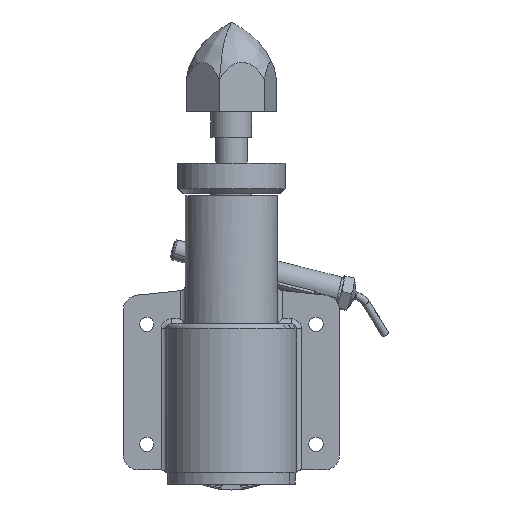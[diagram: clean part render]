
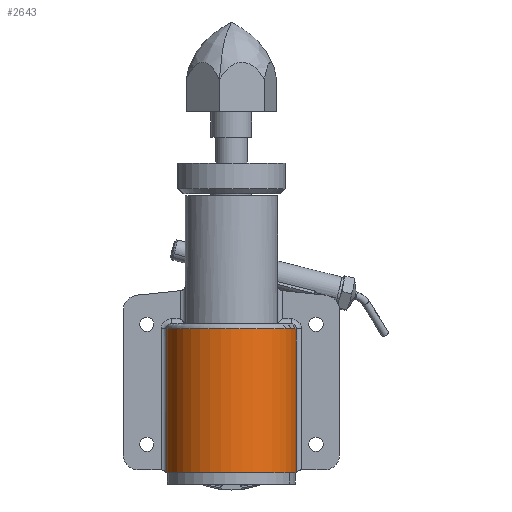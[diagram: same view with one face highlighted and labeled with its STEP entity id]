
A CAD part, front view. The second image highlights one B-rep face of the part: STEP entity #2643.
In plain terms, the highlighted cylindrical face has radius 12.7 mm (diameter 25.4 mm), a partial arc.
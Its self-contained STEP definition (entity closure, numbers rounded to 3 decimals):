
#1532 = ORIENTED_EDGE ( 'NONE', *, *, #22441, .T. ) ;
#1843 = CARTESIAN_POINT ( 'NONE',  ( 12.666, -0.927, 28. ) ) ;
#2643 = ADVANCED_FACE ( 'NONE', ( #8962 ), #4984, .T. ) ;
#4455 = EDGE_CURVE ( 'NONE', #8982, #23505, #19246, .T. ) ;
#4984 = CYLINDRICAL_SURFACE ( 'NONE', #12932, 12.7 ) ;
#5689 = AXIS2_PLACEMENT_3D ( 'NONE', #19215, #7450, #21162 ) ;
#6347 = VECTOR ( 'NONE', #23808, 1000. ) ;
#7450 = DIRECTION ( 'NONE',  ( 0., 0., -1. ) ) ;
#7526 = CARTESIAN_POINT ( 'NONE',  ( 12.666, -0.927, 0. ) ) ;
#7641 = CARTESIAN_POINT ( 'NONE',  ( -12.666, -0.927, 29. ) ) ;
#8097 = ORIENTED_EDGE ( 'NONE', *, *, #24885, .T. ) ;
#8461 = DIRECTION ( 'NONE',  ( 0., 0., -1. ) ) ;
#8469 = VERTEX_POINT ( 'NONE', #1843 ) ;
#8962 = FACE_OUTER_BOUND ( 'NONE', #13823, .T. ) ;
#8982 = VERTEX_POINT ( 'NONE', #17293 ) ;
#9665 = DIRECTION ( 'NONE',  ( 0., 0., 1. ) ) ;
#10682 = CIRCLE ( 'NONE', #21188, 12.7 ) ;
#11989 = CARTESIAN_POINT ( 'NONE',  ( 12.666, -0.927, 29. ) ) ;
#12371 = DIRECTION ( 'NONE',  ( -1., 0., 0. ) ) ;
#12781 = LINE ( 'NONE', #11989, #6347 ) ;
#12932 = AXIS2_PLACEMENT_3D ( 'NONE', #22175, #8461, #12371 ) ;
#13823 = EDGE_LOOP ( 'NONE', ( #15142, #1532, #8097, #19809 ) ) ;
#14159 = CIRCLE ( 'NONE', #5689, 12.7 ) ;
#15142 = ORIENTED_EDGE ( 'NONE', *, *, #19969, .T. ) ;
#15904 = CARTESIAN_POINT ( 'NONE',  ( -12.666, -0.927, 0. ) ) ;
#17293 = CARTESIAN_POINT ( 'NONE',  ( -12.666, -0.927, 28. ) ) ;
#19215 = CARTESIAN_POINT ( 'NONE',  ( 0., 0., 28. ) ) ;
#19246 = LINE ( 'NONE', #7641, #23236 ) ;
#19809 = ORIENTED_EDGE ( 'NONE', *, *, #4455, .T. ) ;
#19934 = VERTEX_POINT ( 'NONE', #7526 ) ;
#19969 = EDGE_CURVE ( 'NONE', #23505, #19934, #10682, .T. ) ;
#21162 = DIRECTION ( 'NONE',  ( 1., 0., 0. ) ) ;
#21188 = AXIS2_PLACEMENT_3D ( 'NONE', #21429, #9665, #23417 ) ;
#21429 = CARTESIAN_POINT ( 'NONE',  ( 0., 0., 0. ) ) ;
#22175 = CARTESIAN_POINT ( 'NONE',  ( 0., 0., 29. ) ) ;
#22441 = EDGE_CURVE ( 'NONE', #19934, #8469, #12781, .T. ) ;
#23236 = VECTOR ( 'NONE', #25322, 1000. ) ;
#23417 = DIRECTION ( 'NONE',  ( 1., 0., 0. ) ) ;
#23505 = VERTEX_POINT ( 'NONE', #15904 ) ;
#23808 = DIRECTION ( 'NONE',  ( 0., 0., 1. ) ) ;
#24885 = EDGE_CURVE ( 'NONE', #8469, #8982, #14159, .T. ) ;
#25322 = DIRECTION ( 'NONE',  ( 0., 0., -1. ) ) ;
